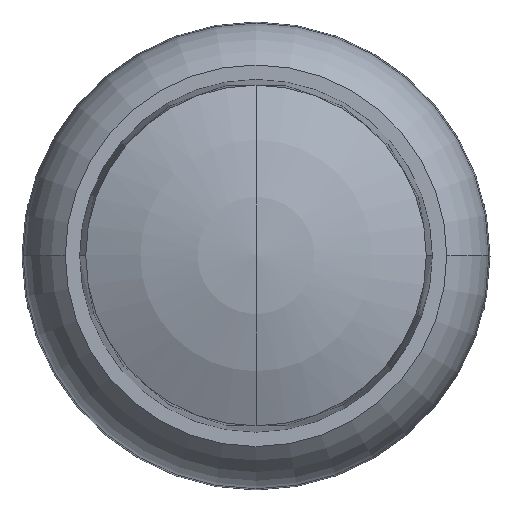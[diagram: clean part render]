
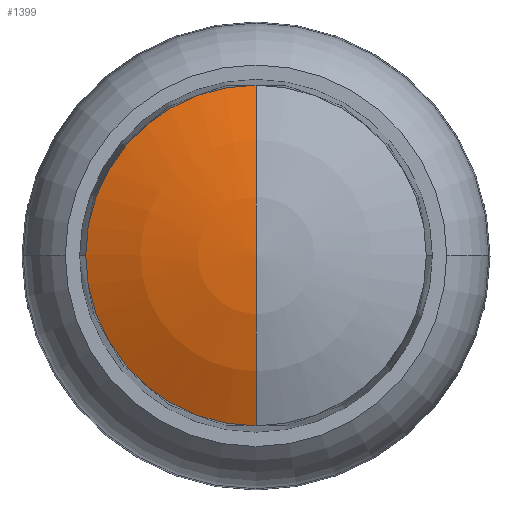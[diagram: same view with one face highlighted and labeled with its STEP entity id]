
A CAD part, top view. The second image highlights one B-rep face of the part: STEP entity #1399.
In plain terms, the highlighted spherical face has radius 25 mm.
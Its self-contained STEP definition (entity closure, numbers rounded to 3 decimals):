
#1338=CARTESIAN_POINT('',(-0.,-10.809,40.042));
#1339=VERTEX_POINT('',#1338);
#1347=CARTESIAN_POINT('',(-10.809,-0.,40.042));
#1348=VERTEX_POINT('',#1347);
#1349=CARTESIAN_POINT('',(0.,0.,40.042));
#1350=DIRECTION('',(-0.,-0.,-1.));
#1351=DIRECTION('',(-1.,0.,0.));
#1352=AXIS2_PLACEMENT_3D('',#1349,#1350,#1351);
#1353=CIRCLE('',#1352,10.809);
#1354=EDGE_CURVE('',#1339,#1348,#1353,.T.);
#1366=CARTESIAN_POINT('',(0.,-0.,17.5));
#1367=DIRECTION('',(0.,0.,-1.));
#1368=DIRECTION('',(0.,1.,0.));
#1369=AXIS2_PLACEMENT_3D('',#1366,#1367,#1368);
#1370=SPHERICAL_SURFACE('',#1369,25.);
#1371=CARTESIAN_POINT('',(0.,-0.,42.5));
#1372=VERTEX_POINT('',#1371);
#1373=CARTESIAN_POINT('',(0.,-0.,17.5));
#1374=DIRECTION('',(-1.,-0.,-0.));
#1375=DIRECTION('',(0.,-1.,0.));
#1376=AXIS2_PLACEMENT_3D('',#1373,#1374,#1375);
#1377=CIRCLE('',#1376,25.);
#1378=EDGE_CURVE('',#1339,#1372,#1377,.T.);
#1379=ORIENTED_EDGE('',*,*,#1378,.T.);
#1380=CARTESIAN_POINT('',(-0.,10.809,40.042));
#1381=VERTEX_POINT('',#1380);
#1382=CARTESIAN_POINT('',(0.,-0.,17.5));
#1383=DIRECTION('',(1.,-0.,0.));
#1384=DIRECTION('',(0.,1.,0.));
#1385=AXIS2_PLACEMENT_3D('',#1382,#1383,#1384);
#1386=CIRCLE('',#1385,25.);
#1387=EDGE_CURVE('',#1381,#1372,#1386,.T.);
#1388=ORIENTED_EDGE('',*,*,#1387,.F.);
#1389=CARTESIAN_POINT('',(0.,0.,40.042));
#1390=DIRECTION('',(-0.,-0.,-1.));
#1391=DIRECTION('',(-1.,0.,0.));
#1392=AXIS2_PLACEMENT_3D('',#1389,#1390,#1391);
#1393=CIRCLE('',#1392,10.809);
#1394=EDGE_CURVE('',#1348,#1381,#1393,.T.);
#1395=ORIENTED_EDGE('',*,*,#1394,.F.);
#1396=ORIENTED_EDGE('',*,*,#1354,.F.);
#1397=EDGE_LOOP('',(#1379,#1388,#1395,#1396));
#1398=FACE_BOUND('',#1397,.T.);
#1399=ADVANCED_FACE('',(#1398),#1370,.T.);
